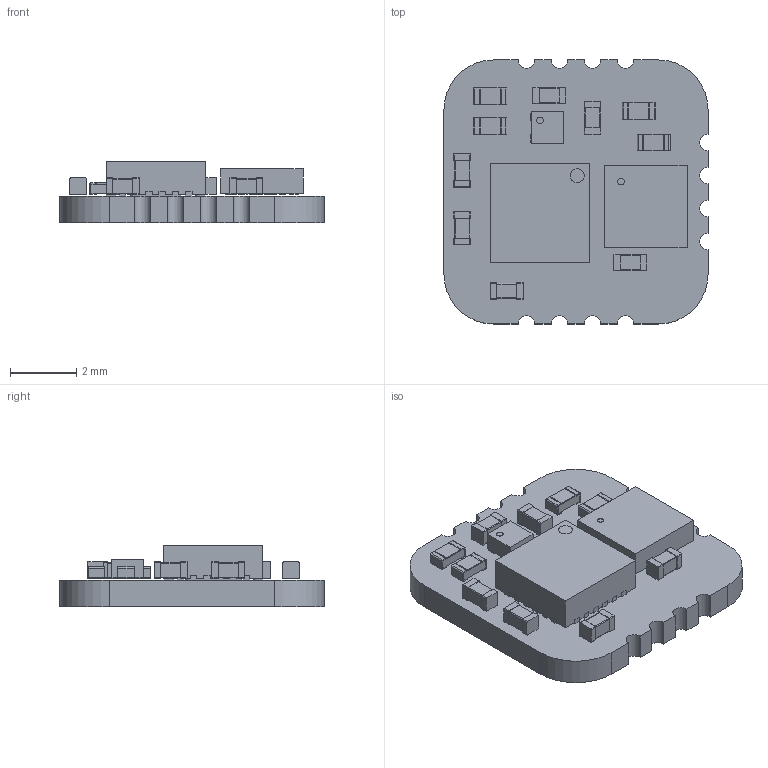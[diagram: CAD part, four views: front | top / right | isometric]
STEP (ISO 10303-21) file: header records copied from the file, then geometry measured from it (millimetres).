
FILE_DESCRIPTION(('KiCad electronic assembly'),'2;1');
FILE_NAME('Sensored.step','2024-12-21T20:42:52',('Pcbnew'),('Kicad'), 'Open CASCADE STEP processor 7.8','KiCad to STEP converter','Unknown' );
FILE_SCHEMA(('AUTOMOTIVE_DESIGN { 1 0 10303 214 1 1 1 1 }'));
Length unit declared in the file: millimetre
Products named in the file (12): Sensored 1; R_0402_1005Metric; C_0402_1005Metric; Bosch_LGA-8_2.5x2.5mm_P0.65mm_ClockwisePinNumbering; Bosch_LGA_8_25x25mm_P065mm_ClockwisePinNumbering; UDFN-4-1EP_1x1mm_P0.65mm_EP0.48x0.48mm; DFN_4_1EP_1x1mm_P065mm_EP05x05mm; ICM-20948; Sensored_PCB
Assembly tree (19 placements, depth 3):
  Sensored 1
    R_0402_1005Metric  x4
      R_0402_1005Metric
    C_0402_1005Metric  x6
      C_0402_1005Metric
    Bosch_LGA-8_2.5x2.5mm_P0.65mm_ClockwisePinNumbering
      Bosch_LGA_8_25x25mm_P065mm_ClockwisePinNumbering
    UDFN-4-1EP_1x1mm_P0.65mm_EP0.48x0.48mm
      DFN_4_1EP_1x1mm_P065mm_EP05x05mm
    ICM-20948
      ICM-20948
    Sensored_PCB
Bounding box: 8 x 8 x 1.85 mm (x, y, z)
Volume: 65.2 mm3; surface area: 239.9 mm2
Topology: 40 solids, 40 shells, 799 faces, 2066 edges, 1372 vertices
Faces by surface type: plane 551, cylinder 248
Full cylindrical faces by diameter (mm): 0.2 x2
Entity records: 19075 total; most frequent: CARTESIAN_POINT 3103, DIRECTION 3032, ORIENTED_EDGE 3004, EDGE_CURVE 1502, LINE 1174, VECTOR 1174, VERTEX_POINT 1000, AXIS2_PLACEMENT_3D 929
